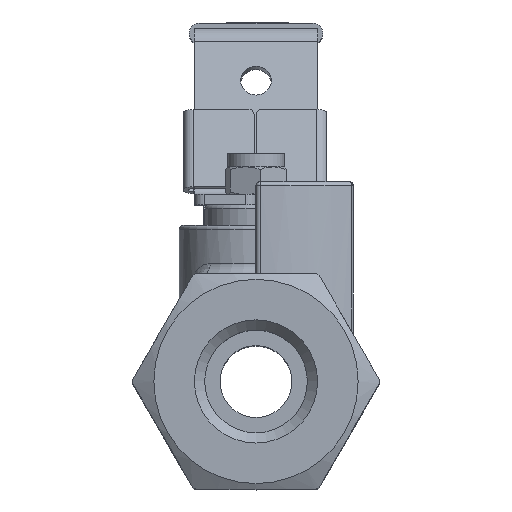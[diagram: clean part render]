
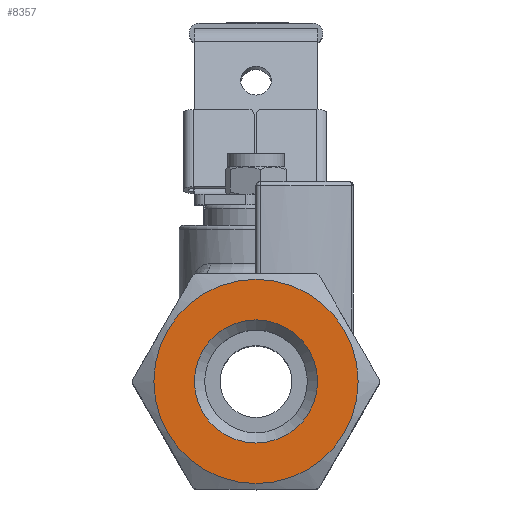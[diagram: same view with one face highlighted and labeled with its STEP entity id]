
A CAD part, top view. The second image highlights one B-rep face of the part: STEP entity #8357.
In plain terms, the highlighted planar face has unit normal (0, 0, 1).
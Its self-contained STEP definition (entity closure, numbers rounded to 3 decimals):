
#73=FACE_BOUND('',#2435,.T.);
#174=PLANE('',#9067);
#1958=FACE_OUTER_BOUND('',#2434,.T.);
#2434=EDGE_LOOP('',(#6347));
#2435=EDGE_LOOP('',(#6348));
#3038=CIRCLE('',#8834,9.951);
#3131=CIRCLE('',#9062,6.);
#3403=VERTEX_POINT('',#12505);
#3589=VERTEX_POINT('',#15042);
#4215=EDGE_CURVE('',#3403,#3403,#3038,.T.);
#4580=EDGE_CURVE('',#3589,#3589,#3131,.T.);
#6347=ORIENTED_EDGE('',*,*,#4215,.T.);
#6348=ORIENTED_EDGE('',*,*,#4580,.F.);
#8357=ADVANCED_FACE('',(#1958,#73),#174,.T.);
#8834=AXIS2_PLACEMENT_3D('',#12506,#9612,#9613);
#9062=AXIS2_PLACEMENT_3D('',#15043,#10212,#10213);
#9067=AXIS2_PLACEMENT_3D('',#15053,#10224,#10225);
#9612=DIRECTION('center_axis',(0.,0.,1.));
#9613=DIRECTION('ref_axis',(0.,1.,0.));
#10212=DIRECTION('center_axis',(0.,0.,1.));
#10213=DIRECTION('ref_axis',(-1.,0.,0.));
#10224=DIRECTION('center_axis',(0.,0.,1.));
#10225=DIRECTION('ref_axis',(1.,0.,0.));
#12505=CARTESIAN_POINT('',(0.,-9.951,22.));
#12506=CARTESIAN_POINT('Origin',(0.,0.,22.));
#15042=CARTESIAN_POINT('',(6.,0.,22.));
#15043=CARTESIAN_POINT('Origin',(0.,0.,22.));
#15053=CARTESIAN_POINT('Origin',(0.,0.,22.));
